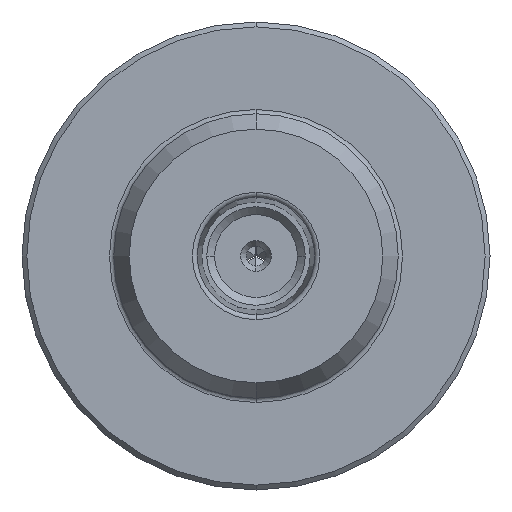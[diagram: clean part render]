
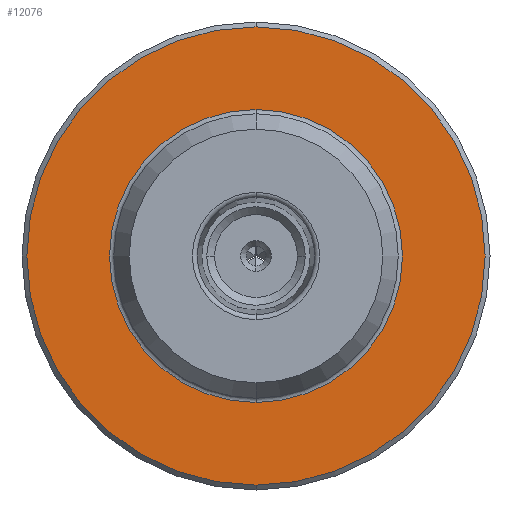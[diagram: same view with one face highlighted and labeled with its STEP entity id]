
A CAD part, front view. The second image highlights one B-rep face of the part: STEP entity #12076.
In plain terms, the highlighted planar face has unit normal (0, -1, 0).
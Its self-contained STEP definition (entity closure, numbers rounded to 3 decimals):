
#524 = DIRECTION ( 'NONE',  ( 0., 0., -1. ) ) ;
#618 = CARTESIAN_POINT ( 'NONE',  ( 24., 21., 0. ) ) ;
#832 = FACE_OUTER_BOUND ( 'NONE', #4034, .T. ) ;
#1016 = AXIS2_PLACEMENT_3D ( 'NONE', #14258, #15992, #5812 ) ;
#2517 = EDGE_CURVE ( 'NONE', #16096, #11613, #18568, .T. ) ;
#2617 = EDGE_CURVE ( 'NONE', #11613, #16096, #17259, .T. ) ;
#2619 = PLANE ( 'NONE',  #11276 ) ;
#3651 = ORIENTED_EDGE ( 'NONE', *, *, #2617, .T. ) ;
#4034 = EDGE_LOOP ( 'NONE', ( #3651, #10314 ) ) ;
#4778 = CIRCLE ( 'NONE', #5283, 15.021 ) ;
#5283 = AXIS2_PLACEMENT_3D ( 'NONE', #17586, #16061, #5939 ) ;
#5812 = DIRECTION ( 'NONE',  ( 0., 0., -1. ) ) ;
#5939 = DIRECTION ( 'NONE',  ( 0., 0., -1. ) ) ;
#6570 = ORIENTED_EDGE ( 'NONE', *, *, #8104, .T. ) ;
#7399 = DIRECTION ( 'NONE',  ( 0., 0., -1. ) ) ;
#7624 = DIRECTION ( 'NONE',  ( 0., 0., -1. ) ) ;
#8008 = CARTESIAN_POINT ( 'NONE',  ( 0., 21., -23.5 ) ) ;
#8104 = EDGE_CURVE ( 'NONE', #18285, #19240, #17407, .T. ) ;
#8948 = DIRECTION ( 'NONE',  ( 0., -1., 0. ) ) ;
#10314 = ORIENTED_EDGE ( 'NONE', *, *, #2517, .T. ) ;
#11276 = AXIS2_PLACEMENT_3D ( 'NONE', #618, #12740, #7624 ) ;
#11390 = CARTESIAN_POINT ( 'NONE',  ( 0., 21., 15.021 ) ) ;
#11613 = VERTEX_POINT ( 'NONE', #21575 ) ;
#12076 = ADVANCED_FACE ( 'NONE', ( #15955, #832 ), #2619, .T. ) ;
#12238 = CARTESIAN_POINT ( 'NONE',  ( 0., 21., -15.021 ) ) ;
#12740 = DIRECTION ( 'NONE',  ( 0., -1., 0. ) ) ;
#13181 = AXIS2_PLACEMENT_3D ( 'NONE', #21048, #20905, #7399 ) ;
#14258 = CARTESIAN_POINT ( 'NONE',  ( 0., 21., 0. ) ) ;
#15798 = CARTESIAN_POINT ( 'NONE',  ( 0., 21., 0. ) ) ;
#15955 = FACE_BOUND ( 'NONE', #21629, .T. ) ;
#15992 = DIRECTION ( 'NONE',  ( 0., 1., 0. ) ) ;
#16061 = DIRECTION ( 'NONE',  ( 0., 1., 0. ) ) ;
#16096 = VERTEX_POINT ( 'NONE', #8008 ) ;
#17259 = CIRCLE ( 'NONE', #19291, 23.5 ) ;
#17321 = EDGE_CURVE ( 'NONE', #19240, #18285, #4778, .T. ) ;
#17407 = CIRCLE ( 'NONE', #1016, 15.021 ) ;
#17586 = CARTESIAN_POINT ( 'NONE',  ( 0., 21., 0. ) ) ;
#18285 = VERTEX_POINT ( 'NONE', #12238 ) ;
#18568 = CIRCLE ( 'NONE', #13181, 23.5 ) ;
#18983 = ORIENTED_EDGE ( 'NONE', *, *, #17321, .T. ) ;
#19240 = VERTEX_POINT ( 'NONE', #11390 ) ;
#19291 = AXIS2_PLACEMENT_3D ( 'NONE', #15798, #8948, #524 ) ;
#20905 = DIRECTION ( 'NONE',  ( 0., -1., 0. ) ) ;
#21048 = CARTESIAN_POINT ( 'NONE',  ( 0., 21., 0. ) ) ;
#21575 = CARTESIAN_POINT ( 'NONE',  ( 0., 21., 23.5 ) ) ;
#21629 = EDGE_LOOP ( 'NONE', ( #6570, #18983 ) ) ;
